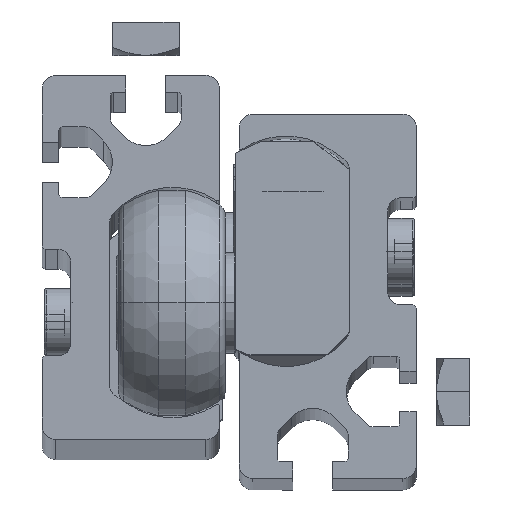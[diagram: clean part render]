
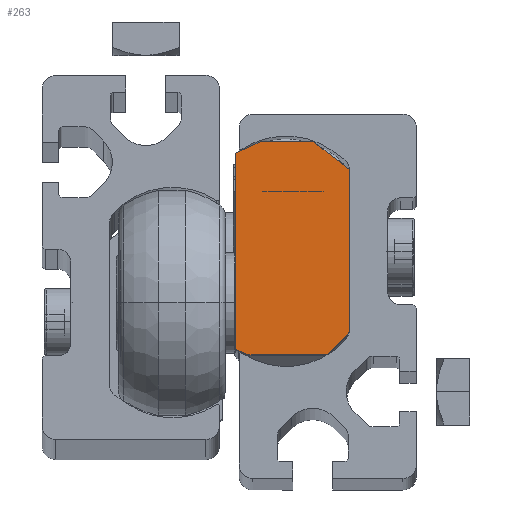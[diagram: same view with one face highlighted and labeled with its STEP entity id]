
A CAD part, top view. The second image highlights one B-rep face of the part: STEP entity #263.
In plain terms, the highlighted face is planar.
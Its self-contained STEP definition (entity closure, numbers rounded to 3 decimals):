
#258 = CARTESIAN_POINT ( 'NONE',  ( -19., -14.661, -8.5 ) ) ;
#263 = ADVANCED_FACE ( 'NONE', ( #7606 ), #4176, .T. ) ;
#369 = VERTEX_POINT ( 'NONE', #258 ) ;
#689 = AXIS2_PLACEMENT_3D ( 'NONE', #13973, #19363, #1606 ) ;
#1012 = VECTOR ( 'NONE', #17337, 1000. ) ;
#1091 = CARTESIAN_POINT ( 'NONE',  ( -19., 12.203, 8.5 ) ) ;
#1175 = LINE ( 'NONE', #10515, #8848 ) ;
#1606 = DIRECTION ( 'NONE',  ( 0., 0., 1. ) ) ;
#1624 = CARTESIAN_POINT ( 'NONE',  ( -19., 16.5, -4.6 ) ) ;
#1964 = LINE ( 'NONE', #5371, #18469 ) ;
#2059 = ORIENTED_EDGE ( 'NONE', *, *, #5321, .T. ) ;
#2772 = LINE ( 'NONE', #14343, #1012 ) ;
#3530 = VECTOR ( 'NONE', #4610, 1000. ) ;
#4176 = PLANE ( 'NONE',  #689 ) ;
#4219 = VECTOR ( 'NONE', #17834, 1000. ) ;
#4567 = DIRECTION ( 'NONE',  ( 0., -0.423, -0.906 ) ) ;
#4610 = DIRECTION ( 'NONE',  ( 0., 0.616, -0.788 ) ) ;
#5217 = EDGE_CURVE ( 'NONE', #5866, #15387, #18114, .T. ) ;
#5321 = EDGE_CURVE ( 'NONE', #15387, #11254, #15542, .T. ) ;
#5371 = CARTESIAN_POINT ( 'NONE',  ( -19., 16.5, -4.6 ) ) ;
#5630 = EDGE_CURVE ( 'NONE', #9507, #369, #1175, .T. ) ;
#5757 = ORIENTED_EDGE ( 'NONE', *, *, #5217, .T. ) ;
#5789 = EDGE_LOOP ( 'NONE', ( #2059, #7621, #7074, #9864, #19227, #13047, #11063, #5757 ) ) ;
#5866 = VERTEX_POINT ( 'NONE', #8287 ) ;
#5891 = EDGE_CURVE ( 'NONE', #11617, #11254, #1964, .T. ) ;
#6185 = EDGE_CURVE ( 'NONE', #14151, #20070, #14818, .T. ) ;
#6701 = CARTESIAN_POINT ( 'NONE',  ( -19., 16.5, 3. ) ) ;
#7074 = ORIENTED_EDGE ( 'NONE', *, *, #8678, .T. ) ;
#7311 = CARTESIAN_POINT ( 'NONE',  ( -19., -12.2, 8.5 ) ) ;
#7357 = LINE ( 'NONE', #15704, #9892 ) ;
#7606 = FACE_OUTER_BOUND ( 'NONE', #5789, .T. ) ;
#7621 = ORIENTED_EDGE ( 'NONE', *, *, #5891, .F. ) ;
#8287 = CARTESIAN_POINT ( 'NONE',  ( -19., -12.2, 8.5 ) ) ;
#8678 = EDGE_CURVE ( 'NONE', #11617, #9507, #7357, .T. ) ;
#8848 = VECTOR ( 'NONE', #19993, 1000. ) ;
#9507 = VERTEX_POINT ( 'NONE', #15442 ) ;
#9864 = ORIENTED_EDGE ( 'NONE', *, *, #5630, .T. ) ;
#9892 = VECTOR ( 'NONE', #4567, 1000. ) ;
#10515 = CARTESIAN_POINT ( 'NONE',  ( -19., 14.681, -8.5 ) ) ;
#11063 = ORIENTED_EDGE ( 'NONE', *, *, #16157, .F. ) ;
#11254 = VERTEX_POINT ( 'NONE', #6701 ) ;
#11586 = CARTESIAN_POINT ( 'NONE',  ( -19., -12.2, 8.5 ) ) ;
#11617 = VERTEX_POINT ( 'NONE', #1624 ) ;
#12210 = EDGE_CURVE ( 'NONE', #369, #20070, #2772, .T. ) ;
#12548 = DIRECTION ( 'NONE',  ( 0., -0.707, -0.707 ) ) ;
#13047 = ORIENTED_EDGE ( 'NONE', *, *, #6185, .F. ) ;
#13973 = CARTESIAN_POINT ( 'NONE',  ( -19., 1.5, 22.2 ) ) ;
#14133 = CARTESIAN_POINT ( 'NONE',  ( -19., -15.5, -6.7 ) ) ;
#14151 = VERTEX_POINT ( 'NONE', #17982 ) ;
#14343 = CARTESIAN_POINT ( 'NONE',  ( -19., -14.661, -8.5 ) ) ;
#14818 = LINE ( 'NONE', #19505, #4219 ) ;
#15387 = VERTEX_POINT ( 'NONE', #15923 ) ;
#15442 = CARTESIAN_POINT ( 'NONE',  ( -19., 14.681, -8.5 ) ) ;
#15489 = VECTOR ( 'NONE', #19799, 1000. ) ;
#15542 = LINE ( 'NONE', #1091, #3530 ) ;
#15704 = CARTESIAN_POINT ( 'NONE',  ( -19., 16.5, -4.6 ) ) ;
#15923 = CARTESIAN_POINT ( 'NONE',  ( -19., 12.203, 8.5 ) ) ;
#16157 = EDGE_CURVE ( 'NONE', #5866, #14151, #19927, .T. ) ;
#16709 = VECTOR ( 'NONE', #12548, 1000. ) ;
#17337 = DIRECTION ( 'NONE',  ( 0., -0.423, 0.906 ) ) ;
#17834 = DIRECTION ( 'NONE',  ( 0., 0., -1. ) ) ;
#17982 = CARTESIAN_POINT ( 'NONE',  ( -19., -15.5, 5.2 ) ) ;
#18114 = LINE ( 'NONE', #11586, #15489 ) ;
#18469 = VECTOR ( 'NONE', #19423, 1000. ) ;
#19227 = ORIENTED_EDGE ( 'NONE', *, *, #12210, .T. ) ;
#19363 = DIRECTION ( 'NONE',  ( -1., 0., 0. ) ) ;
#19423 = DIRECTION ( 'NONE',  ( 0., 0., 1. ) ) ;
#19505 = CARTESIAN_POINT ( 'NONE',  ( -19., -15.5, 5.2 ) ) ;
#19799 = DIRECTION ( 'NONE',  ( 0., 1., 0. ) ) ;
#19927 = LINE ( 'NONE', #7311, #16709 ) ;
#19993 = DIRECTION ( 'NONE',  ( 0., -1., 0. ) ) ;
#20070 = VERTEX_POINT ( 'NONE', #14133 ) ;
